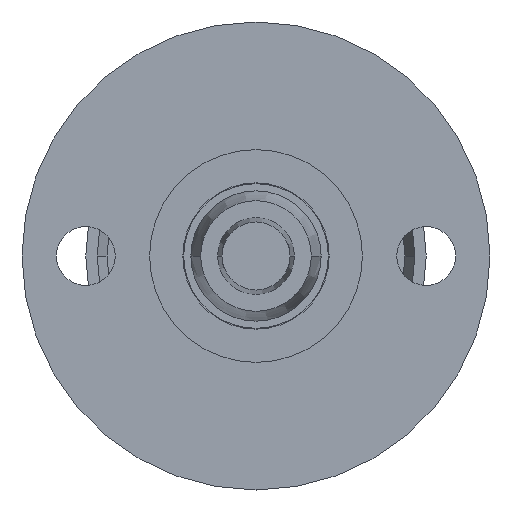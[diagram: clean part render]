
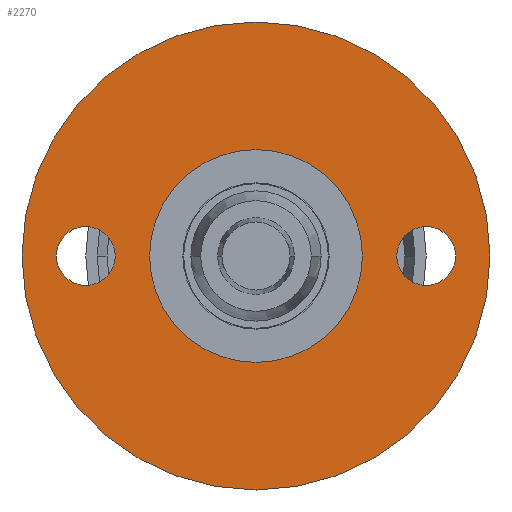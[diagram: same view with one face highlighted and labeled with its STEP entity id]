
A CAD part, left-side view. The second image highlights one B-rep face of the part: STEP entity #2270.
In plain terms, the highlighted planar face has unit normal (-1, 0, 0).
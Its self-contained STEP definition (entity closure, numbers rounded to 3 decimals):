
#196=CARTESIAN_POINT('',(3.75,27.5,0.0));
#197=VERTEX_POINT('',#196);
#213=CARTESIAN_POINT('',(3.75,-27.5,0.));
#214=VERTEX_POINT('',#213);
#221=CARTESIAN_POINT('',(3.75,0.,0.0));
#222=DIRECTION('',(1.0,0.0,0.0));
#223=DIRECTION('',(0.0,1.0,0.0));
#224=AXIS2_PLACEMENT_3D('',#221,#222,#223);
#225=CIRCLE('',#224,27.5);
#226=EDGE_CURVE('',#214,#197,#225,.T.);
#236=CARTESIAN_POINT('',(3.75,12.5,0.0));
#237=VERTEX_POINT('',#236);
#246=CARTESIAN_POINT('',(3.75,-12.5,0.));
#247=VERTEX_POINT('',#246);
#248=CARTESIAN_POINT('',(3.75,0.,0.0));
#249=DIRECTION('',(1.0,0.0,0.0));
#250=DIRECTION('',(0.0,1.0,0.0));
#251=AXIS2_PLACEMENT_3D('',#248,#249,#250);
#252=CIRCLE('',#251,12.5);
#253=EDGE_CURVE('',#247,#237,#252,.T.);
#629=CARTESIAN_POINT('',(3.75,20.,3.456));
#630=VERTEX_POINT('',#629);
#639=CARTESIAN_POINT('',(3.75,20.,-3.456));
#640=VERTEX_POINT('',#639);
#641=CARTESIAN_POINT('',(3.75,20.,0.0));
#642=DIRECTION('',(1.0,0.0,0.0));
#643=DIRECTION('',(0.0,0.0,1.0));
#644=AXIS2_PLACEMENT_3D('',#641,#642,#643);
#645=CIRCLE('',#644,3.456);
#646=EDGE_CURVE('',#640,#630,#645,.T.);
#671=CARTESIAN_POINT('',(3.75,-20.,3.456));
#672=VERTEX_POINT('',#671);
#681=CARTESIAN_POINT('',(3.75,-20.,-3.456));
#682=VERTEX_POINT('',#681);
#683=CARTESIAN_POINT('',(3.75,-20.,0.0));
#684=DIRECTION('',(1.0,0.0,0.0));
#685=DIRECTION('',(0.0,0.0,1.0));
#686=AXIS2_PLACEMENT_3D('',#683,#684,#685);
#687=CIRCLE('',#686,3.456);
#688=EDGE_CURVE('',#682,#672,#687,.T.);
#1706=CARTESIAN_POINT('',(3.75,-20.,0.0));
#1707=DIRECTION('',(1.0,0.0,0.0));
#1708=DIRECTION('',(0.0,0.0,1.0));
#1709=AXIS2_PLACEMENT_3D('',#1706,#1707,#1708);
#1710=CIRCLE('',#1709,3.456);
#1711=EDGE_CURVE('',#672,#682,#1710,.T.);
#1730=CARTESIAN_POINT('',(3.75,20.,0.0));
#1731=DIRECTION('',(1.0,0.0,0.0));
#1732=DIRECTION('',(0.0,0.0,1.0));
#1733=AXIS2_PLACEMENT_3D('',#1730,#1731,#1732);
#1734=CIRCLE('',#1733,3.456);
#1735=EDGE_CURVE('',#630,#640,#1734,.T.);
#2233=CARTESIAN_POINT('',(3.75,0.,0.0));
#2234=DIRECTION('',(1.0,0.0,0.0));
#2235=DIRECTION('',(0.0,1.0,0.0));
#2236=AXIS2_PLACEMENT_3D('',#2233,#2234,#2235);
#2237=CIRCLE('',#2236,12.5);
#2238=EDGE_CURVE('',#237,#247,#2237,.T.);
#2243=CARTESIAN_POINT('',(3.75,20.,0.0));
#2244=DIRECTION('',(-1.0,0.0,0.0));
#2245=DIRECTION('',(0.0,0.0,1.0));
#2246=AXIS2_PLACEMENT_3D('',#2243,#2244,#2245);
#2247=PLANE('',#2246);
#2248=CARTESIAN_POINT('',(3.75,0.,0.0));
#2249=DIRECTION('',(1.0,0.0,0.0));
#2250=DIRECTION('',(0.0,1.0,0.0));
#2251=AXIS2_PLACEMENT_3D('',#2248,#2249,#2250);
#2252=CIRCLE('',#2251,27.5);
#2253=EDGE_CURVE('',#197,#214,#2252,.T.);
#2254=ORIENTED_EDGE('',*,*,#2253,.F.);
#2255=ORIENTED_EDGE('',*,*,#226,.F.);
#2256=EDGE_LOOP('',(#2254,#2255));
#2257=FACE_OUTER_BOUND('',#2256,.T.);
#2258=ORIENTED_EDGE('',*,*,#1711,.T.);
#2259=ORIENTED_EDGE('',*,*,#688,.T.);
#2260=EDGE_LOOP('',(#2258,#2259));
#2261=FACE_BOUND('',#2260,.T.);
#2262=ORIENTED_EDGE('',*,*,#1735,.T.);
#2263=ORIENTED_EDGE('',*,*,#646,.T.);
#2264=EDGE_LOOP('',(#2262,#2263));
#2265=FACE_BOUND('',#2264,.T.);
#2266=ORIENTED_EDGE('',*,*,#2238,.T.);
#2267=ORIENTED_EDGE('',*,*,#253,.T.);
#2268=EDGE_LOOP('',(#2266,#2267));
#2269=FACE_BOUND('',#2268,.T.);
#2270=ADVANCED_FACE('',(#2257,#2261,#2265,#2269),#2247,.T.);
